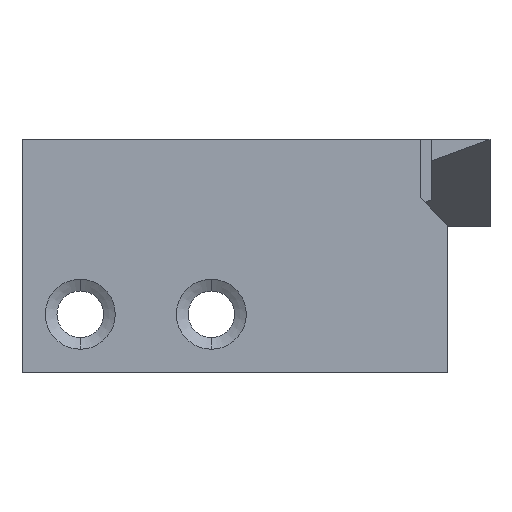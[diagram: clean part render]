
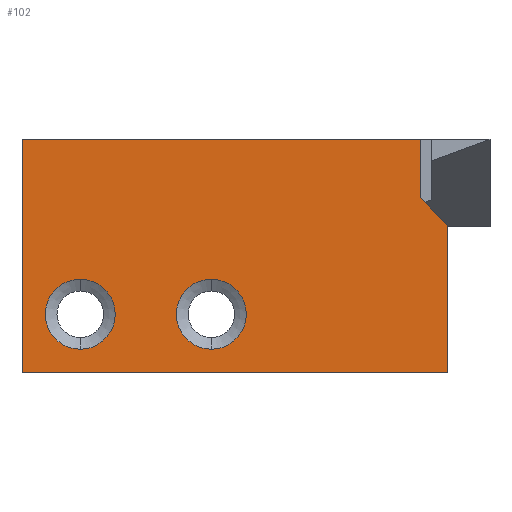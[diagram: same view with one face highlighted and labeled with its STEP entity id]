
A CAD part, front view. The second image highlights one B-rep face of the part: STEP entity #102.
In plain terms, the highlighted planar face has unit normal (0, -1, 0).
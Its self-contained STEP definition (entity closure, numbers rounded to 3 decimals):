
#68 = VERTEX_POINT ( 'NONE', #1377 ) ;
#102 = ADVANCED_FACE ( 'NONE', ( #2522, #2270, #493 ), #984, .F. ) ;
#131 = CIRCLE ( 'NONE', #3257, 1.2 ) ;
#181 = LINE ( 'NONE', #1918, #1396 ) ;
#197 = EDGE_CURVE ( 'NONE', #383, #1251, #2707, .T. ) ;
#209 = DIRECTION ( 'NONE',  ( 0., 0., -1. ) ) ;
#220 = LINE ( 'NONE', #1005, #2915 ) ;
#225 = DIRECTION ( 'NONE',  ( 0., -1., 0. ) ) ;
#247 = CARTESIAN_POINT ( 'NONE',  ( -5.04, -1.172, -3. ) ) ;
#297 = ORIENTED_EDGE ( 'NONE', *, *, #494, .T. ) ;
#383 = VERTEX_POINT ( 'NONE', #1095 ) ;
#389 = ORIENTED_EDGE ( 'NONE', *, *, #3229, .F. ) ;
#401 = CARTESIAN_POINT ( 'NONE',  ( -0.54, -1.172, -3. ) ) ;
#435 = AXIS2_PLACEMENT_3D ( 'NONE', #723, #1450, #1742 ) ;
#483 = DIRECTION ( 'NONE',  ( 0., 0., 1. ) ) ;
#493 = FACE_OUTER_BOUND ( 'NONE', #2426, .T. ) ;
#494 = EDGE_CURVE ( 'NONE', #1797, #3269, #2390, .T. ) ;
#633 = CARTESIAN_POINT ( 'NONE',  ( -5.04, -1.172, -4.2 ) ) ;
#646 = AXIS2_PLACEMENT_3D ( 'NONE', #247, #1972, #3002 ) ;
#723 = CARTESIAN_POINT ( 'NONE',  ( 3.034, -1.172, 3. ) ) ;
#727 = VERTEX_POINT ( 'NONE', #1512 ) ;
#801 = CARTESIAN_POINT ( 'NONE',  ( 6.628, -1.172, 3. ) ) ;
#984 = PLANE ( 'NONE',  #435 ) ;
#1005 = CARTESIAN_POINT ( 'NONE',  ( 6.628, -1.172, 3. ) ) ;
#1095 = CARTESIAN_POINT ( 'NONE',  ( -5.04, -1.172, -1.8 ) ) ;
#1164 = ORIENTED_EDGE ( 'NONE', *, *, #197, .F. ) ;
#1224 = CARTESIAN_POINT ( 'NONE',  ( 7.581, -1.172, 0.047 ) ) ;
#1251 = VERTEX_POINT ( 'NONE', #633 ) ;
#1263 = CARTESIAN_POINT ( 'NONE',  ( 6.628, -1.172, 1. ) ) ;
#1321 = EDGE_CURVE ( 'NONE', #68, #1797, #2716, .T. ) ;
#1360 = EDGE_CURVE ( 'NONE', #1984, #2345, #220, .T. ) ;
#1377 = CARTESIAN_POINT ( 'NONE',  ( 7.581, -1.172, -5. ) ) ;
#1396 = VECTOR ( 'NONE', #2945, 1000. ) ;
#1450 = DIRECTION ( 'NONE',  ( 0., 1., 0. ) ) ;
#1512 = CARTESIAN_POINT ( 'NONE',  ( -0.54, -1.172, -4.2 ) ) ;
#1530 = CARTESIAN_POINT ( 'NONE',  ( -7.04, -1.172, 3. ) ) ;
#1628 = CARTESIAN_POINT ( 'NONE',  ( 7.581, -1.172, -5. ) ) ;
#1638 = EDGE_CURVE ( 'NONE', #68, #3148, #1664, .T. ) ;
#1664 = LINE ( 'NONE', #1628, #2730 ) ;
#1691 = LINE ( 'NONE', #3152, #3252 ) ;
#1742 = DIRECTION ( 'NONE',  ( 0., 0., 1. ) ) ;
#1797 = VERTEX_POINT ( 'NONE', #1224 ) ;
#1841 = ORIENTED_EDGE ( 'NONE', *, *, #1321, .T. ) ;
#1866 = DIRECTION ( 'NONE',  ( 0., -1., 0. ) ) ;
#1905 = VECTOR ( 'NONE', #3131, 1000. ) ;
#1908 = AXIS2_PLACEMENT_3D ( 'NONE', #401, #2107, #2665 ) ;
#1918 = CARTESIAN_POINT ( 'NONE',  ( -7.04, -1.172, -5. ) ) ;
#1972 = DIRECTION ( 'NONE',  ( 0., -1., 0. ) ) ;
#1984 = VERTEX_POINT ( 'NONE', #1530 ) ;
#1997 = AXIS2_PLACEMENT_3D ( 'NONE', #2142, #1866, #2840 ) ;
#1998 = CARTESIAN_POINT ( 'NONE',  ( -0.54, -1.172, -3. ) ) ;
#1999 = CARTESIAN_POINT ( 'NONE',  ( -0.54, -1.172, -1.8 ) ) ;
#2006 = DIRECTION ( 'NONE',  ( 1., 0., 0. ) ) ;
#2107 = DIRECTION ( 'NONE',  ( 0., -1., 0. ) ) ;
#2129 = ORIENTED_EDGE ( 'NONE', *, *, #1360, .F. ) ;
#2131 = DIRECTION ( 'NONE',  ( 0., 0., -1. ) ) ;
#2142 = CARTESIAN_POINT ( 'NONE',  ( -5.04, -1.172, -3. ) ) ;
#2197 = ORIENTED_EDGE ( 'NONE', *, *, #1638, .F. ) ;
#2270 = FACE_BOUND ( 'NONE', #2343, .T. ) ;
#2274 = VERTEX_POINT ( 'NONE', #1999 ) ;
#2318 = ORIENTED_EDGE ( 'NONE', *, *, #2999, .F. ) ;
#2343 = EDGE_LOOP ( 'NONE', ( #2651, #389 ) ) ;
#2345 = VERTEX_POINT ( 'NONE', #801 ) ;
#2369 = CARTESIAN_POINT ( 'NONE',  ( 3.831, -1.172, 3.797 ) ) ;
#2377 = VECTOR ( 'NONE', #483, 1000. ) ;
#2390 = LINE ( 'NONE', #2369, #1905 ) ;
#2426 = EDGE_LOOP ( 'NONE', ( #2318, #2129, #2676, #2197, #1841, #297 ) ) ;
#2469 = EDGE_CURVE ( 'NONE', #1251, #383, #2580, .T. ) ;
#2522 = FACE_BOUND ( 'NONE', #3178, .T. ) ;
#2580 = CIRCLE ( 'NONE', #1997, 1.2 ) ;
#2599 = CIRCLE ( 'NONE', #1908, 1.2 ) ;
#2651 = ORIENTED_EDGE ( 'NONE', *, *, #2672, .F. ) ;
#2665 = DIRECTION ( 'NONE',  ( 0., 0., -1. ) ) ;
#2672 = EDGE_CURVE ( 'NONE', #727, #2274, #2599, .T. ) ;
#2676 = ORIENTED_EDGE ( 'NONE', *, *, #3040, .T. ) ;
#2707 = CIRCLE ( 'NONE', #646, 1.2 ) ;
#2708 = ORIENTED_EDGE ( 'NONE', *, *, #2469, .F. ) ;
#2716 = LINE ( 'NONE', #3240, #2377 ) ;
#2730 = VECTOR ( 'NONE', #2916, 1000. ) ;
#2756 = CARTESIAN_POINT ( 'NONE',  ( -7.04, -1.172, -5. ) ) ;
#2840 = DIRECTION ( 'NONE',  ( 0., 0., -1. ) ) ;
#2915 = VECTOR ( 'NONE', #2006, 1000. ) ;
#2916 = DIRECTION ( 'NONE',  ( -1., 0., 0. ) ) ;
#2945 = DIRECTION ( 'NONE',  ( 0., 0., -1. ) ) ;
#2999 = EDGE_CURVE ( 'NONE', #2345, #3269, #1691, .T. ) ;
#3002 = DIRECTION ( 'NONE',  ( 0., 0., -1. ) ) ;
#3040 = EDGE_CURVE ( 'NONE', #1984, #3148, #181, .T. ) ;
#3131 = DIRECTION ( 'NONE',  ( -0.707, 0., 0.707 ) ) ;
#3148 = VERTEX_POINT ( 'NONE', #2756 ) ;
#3152 = CARTESIAN_POINT ( 'NONE',  ( 6.628, -1.172, 3. ) ) ;
#3178 = EDGE_LOOP ( 'NONE', ( #2708, #1164 ) ) ;
#3229 = EDGE_CURVE ( 'NONE', #2274, #727, #131, .T. ) ;
#3240 = CARTESIAN_POINT ( 'NONE',  ( 7.581, -1.172, -5. ) ) ;
#3252 = VECTOR ( 'NONE', #2131, 1000. ) ;
#3257 = AXIS2_PLACEMENT_3D ( 'NONE', #1998, #225, #209 ) ;
#3269 = VERTEX_POINT ( 'NONE', #1263 ) ;
